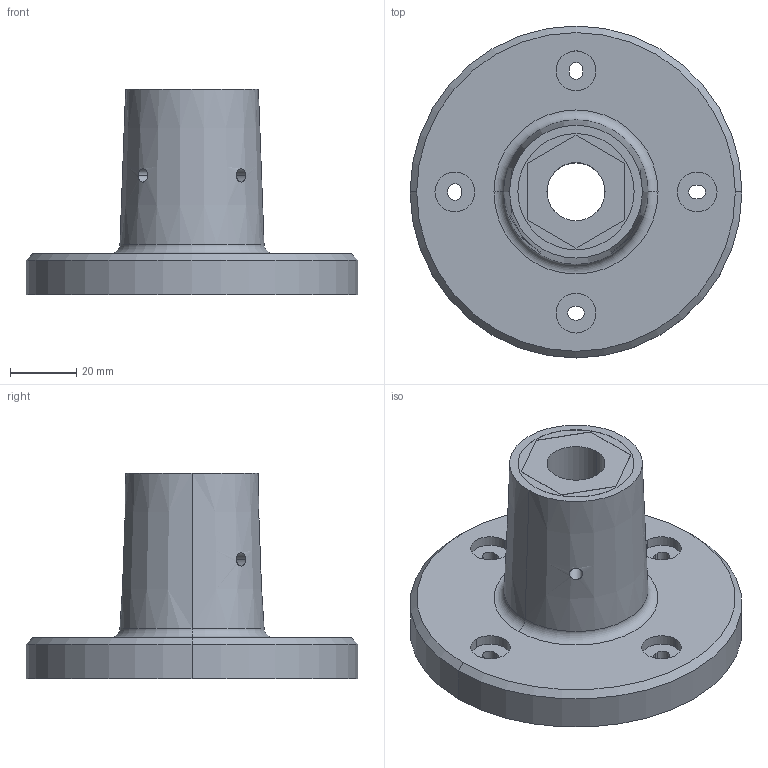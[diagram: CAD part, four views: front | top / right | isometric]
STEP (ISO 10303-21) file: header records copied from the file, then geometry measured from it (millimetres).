
FILE_DESCRIPTION(('starvars output'),'2;1');
FILE_NAME('XVCZ02_3D.stp','19:36:50 2020/03/31',( 'Thomas Industrial Network Germany GmbH'),( 'Thomas Industrial Network Germany GmbH'),'unknown preprocess','ACIS' ,'unknown authorization');
FILE_SCHEMA(('AUTOMOTIVE_DESIGN_CC2 {UNKNOWN IMPLEMENTATION LEVEL}'));
Length unit declared in the file: millimetre
Products named in the file (1): PRODUCT_ID_5
Bounding box: 100 x 100 x 62 mm (x, y, z)
Volume: 147909.7 mm3; surface area: 29430 mm2
Topology: 1 solids, 1 shells, 55 faces, 140 edges, 94 vertices
Faces by surface type: cylinder 26, plane 23, cone 4, torus 2
Entity records: 2215 total; most frequent: CARTESIAN_POINT 417, ORIENTED_EDGE 280, DIRECTION 230, EDGE_CURVE 140, VERTEX_POINT 94, AXIS2_PLACEMENT_3D 79, EDGE_LOOP 76, FACE_BOUND 76
